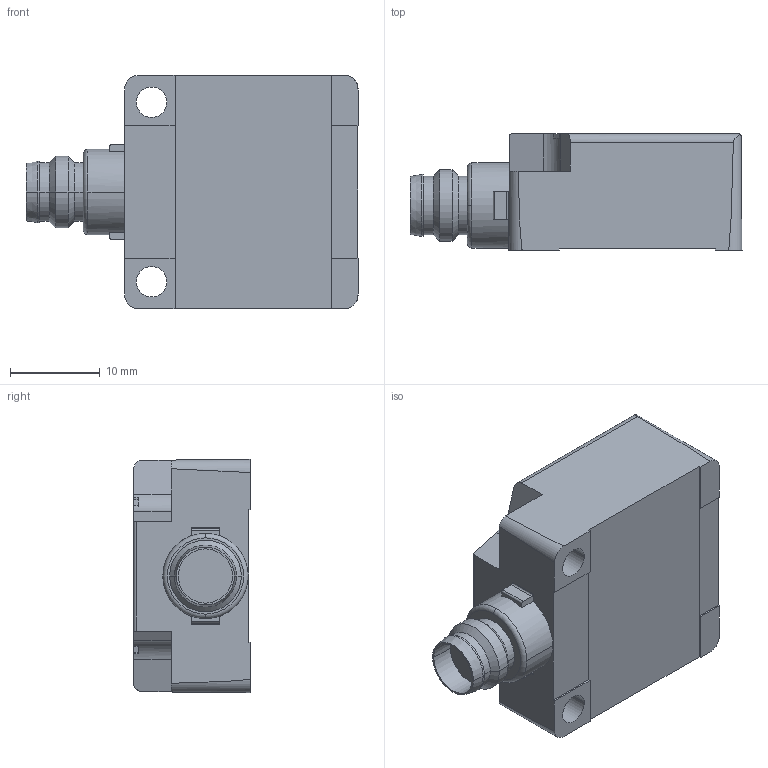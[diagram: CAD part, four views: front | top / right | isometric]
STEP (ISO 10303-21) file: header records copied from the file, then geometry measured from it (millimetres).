
FILE_DESCRIPTION(('STEP AP242'),'1');
FILE_NAME('sensor_xs8e1a1nam8.stp','2021-09-28T11:41:20',('TraceParts'),('TraceParts S.A.'),'Spatial InterOp 3D',' ',' ');
FILE_SCHEMA(('AP242_MANAGED_MODEL_BASED_3D_ENGINEERING_MIM_LF {1 0 10303 442 1 1 4}'));
Length unit declared in the file: millimetre
Products named in the file (1): sensor_xs8e1a1nam8
Bounding box: 37 x 13 x 26 mm (x, y, z)
Volume: 8593.6 mm3; surface area: 3150.1 mm2
Topology: 1 solids, 1 shells, 113 faces, 306 edges, 201 vertices
Faces by surface type: plane 62, cylinder 41, cone 8, torus 2
Entity records: 3717 total; most frequent: CARTESIAN_POINT 785, DIRECTION 618, ORIENTED_EDGE 612, EDGE_CURVE 306, AXIS2_PLACEMENT_3D 212, VERTEX_POINT 201, LINE 194, VECTOR 194
